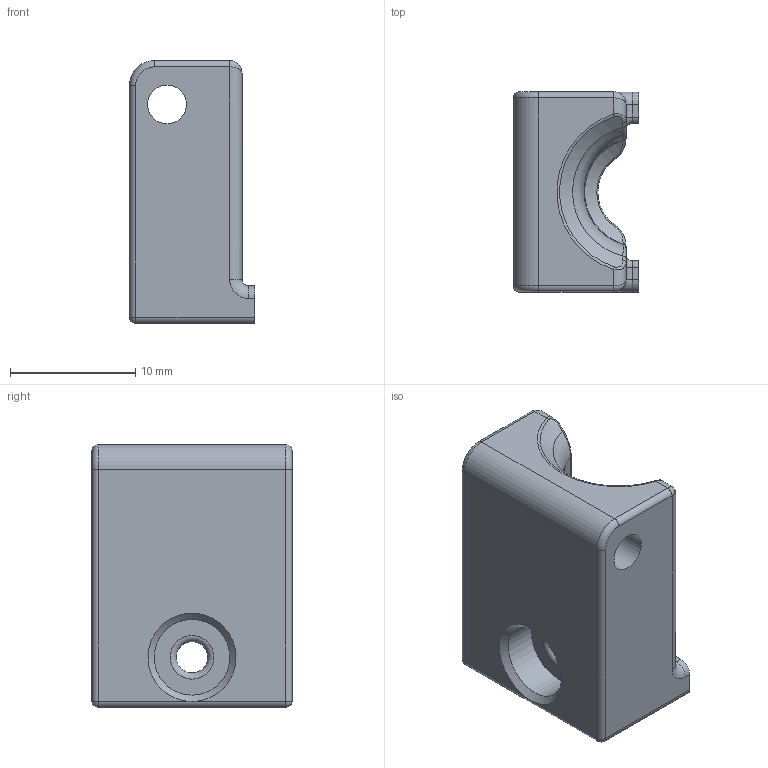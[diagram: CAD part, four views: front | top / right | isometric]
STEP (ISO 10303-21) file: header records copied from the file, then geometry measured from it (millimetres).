
FILE_DESCRIPTION(/* description */ (''),/* implementation_level */ '2;1');
FILE_NAME(/* name */ 'PFS_cap_extractor_flap.stp',/* time_stamp */ '2023-05-02T09:32:49+02:00',/* author */ ('ZKHO'),/* organization */ (''),/* preprocessor_version */ 'ST-DEVELOPER v19.2',/* originating_system */ 'Autodesk Inventor 2023',/* authorisation */ '');
FILE_SCHEMA (('AUTOMOTIVE_DESIGN { 1 0 10303 214 3 1 1 }'));
Length unit declared in the file: millimetre
Products named in the file (1): PFS_cap_extractor_flap
Bounding box: 10 x 16 x 21 mm (x, y, z)
Volume: 2310.3 mm3; surface area: 1524.5 mm2
Topology: 1 solids, 1 shells, 74 faces, 178 edges, 104 vertices
Faces by surface type: cylinder 29, bspline 15, plane 14, torus 11, cone 3, sphere 2
Full cylindrical faces by diameter (mm): 2.5 x1, 3.1 x1, 6.05 x1
Entity records: 2612 total; most frequent: CARTESIAN_POINT 894, ORIENTED_EDGE 352, DIRECTION 351, EDGE_CURVE 176, AXIS2_PLACEMENT_3D 143, VERTEX_POINT 104, CIRCLE 79, EDGE_LOOP 78
